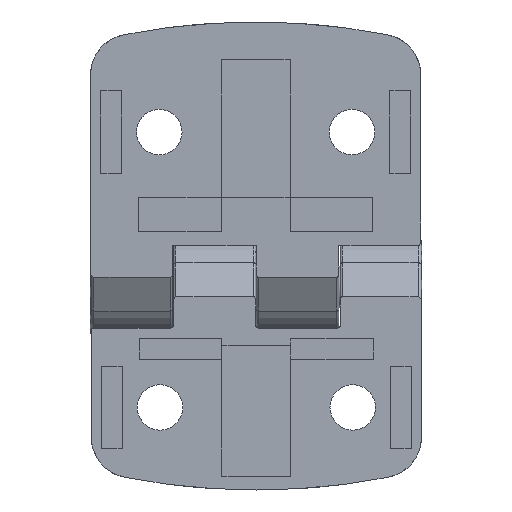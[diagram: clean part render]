
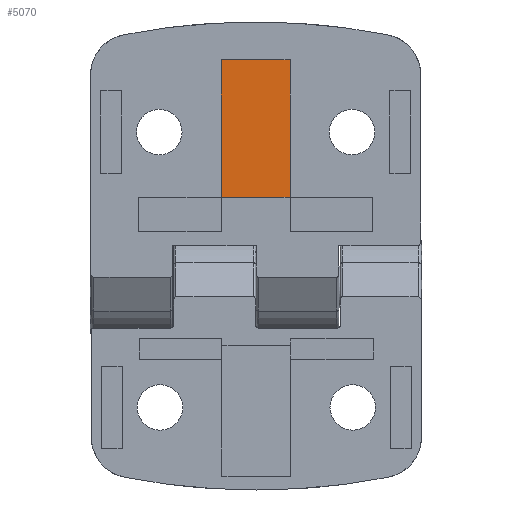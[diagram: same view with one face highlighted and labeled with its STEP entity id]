
A CAD part, front view. The second image highlights one B-rep face of the part: STEP entity #5070.
In plain terms, the highlighted planar face has unit normal (0, -1, 0).
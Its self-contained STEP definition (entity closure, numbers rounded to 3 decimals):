
#33 = EDGE_CURVE ( 'NONE', #8037, #4841, #4802, .T. ) ;
#607 = LINE ( 'NONE', #3586, #1196 ) ;
#1196 = VECTOR ( 'NONE', #8631, 1000. ) ;
#1684 = CARTESIAN_POINT ( 'NONE',  ( -5., 1.5, -33. ) ) ;
#2139 = VECTOR ( 'NONE', #4304, 1000. ) ;
#2603 = ORIENTED_EDGE ( 'NONE', *, *, #9158, .T. ) ;
#2994 = CARTESIAN_POINT ( 'NONE',  ( 5., 1.5, -13.01 ) ) ;
#3063 = EDGE_CURVE ( 'NONE', #4841, #5404, #607, .T. ) ;
#3143 = CARTESIAN_POINT ( 'NONE',  ( -5., 1.5, -13.01 ) ) ;
#3356 = ORIENTED_EDGE ( 'NONE', *, *, #3063, .T. ) ;
#3415 = VERTEX_POINT ( 'NONE', #4167 ) ;
#3582 = ORIENTED_EDGE ( 'NONE', *, *, #33, .T. ) ;
#3586 = CARTESIAN_POINT ( 'NONE',  ( -5., 1.5, -33. ) ) ;
#3842 = PLANE ( 'NONE',  #7008 ) ;
#4167 = CARTESIAN_POINT ( 'NONE',  ( 5., 1.5, -13.01 ) ) ;
#4304 = DIRECTION ( 'NONE',  ( 0., 0., -1. ) ) ;
#4409 = DIRECTION ( 'NONE',  ( 0., 0., 1. ) ) ;
#4473 = EDGE_CURVE ( 'NONE', #3415, #8037, #5350, .T. ) ;
#4553 = DIRECTION ( 'NONE',  ( 0., 0., -1. ) ) ;
#4802 = LINE ( 'NONE', #6437, #2139 ) ;
#4841 = VERTEX_POINT ( 'NONE', #8561 ) ;
#5070 = ADVANCED_FACE ( 'NONE', ( #8301 ), #3842, .T. ) ;
#5317 = DIRECTION ( 'NONE',  ( -1., 0., 0. ) ) ;
#5350 = LINE ( 'NONE', #3143, #5443 ) ;
#5404 = VERTEX_POINT ( 'NONE', #9255 ) ;
#5410 = VECTOR ( 'NONE', #4409, 1000. ) ;
#5443 = VECTOR ( 'NONE', #5317, 1000. ) ;
#6437 = CARTESIAN_POINT ( 'NONE',  ( -5., 1.5, -13.01 ) ) ;
#7008 = AXIS2_PLACEMENT_3D ( 'NONE', #1684, #8880, #4553 ) ;
#7088 = CARTESIAN_POINT ( 'NONE',  ( -5., 1.5, -13.01 ) ) ;
#7350 = LINE ( 'NONE', #2994, #5410 ) ;
#8037 = VERTEX_POINT ( 'NONE', #7088 ) ;
#8301 = FACE_OUTER_BOUND ( 'NONE', #9151, .T. ) ;
#8416 = ORIENTED_EDGE ( 'NONE', *, *, #4473, .T. ) ;
#8561 = CARTESIAN_POINT ( 'NONE',  ( -5., 1.5, -33. ) ) ;
#8631 = DIRECTION ( 'NONE',  ( 1., 0., 0. ) ) ;
#8880 = DIRECTION ( 'NONE',  ( 0., -1., 0. ) ) ;
#9151 = EDGE_LOOP ( 'NONE', ( #3582, #3356, #2603, #8416 ) ) ;
#9158 = EDGE_CURVE ( 'NONE', #5404, #3415, #7350, .T. ) ;
#9255 = CARTESIAN_POINT ( 'NONE',  ( 5., 1.5, -33. ) ) ;
